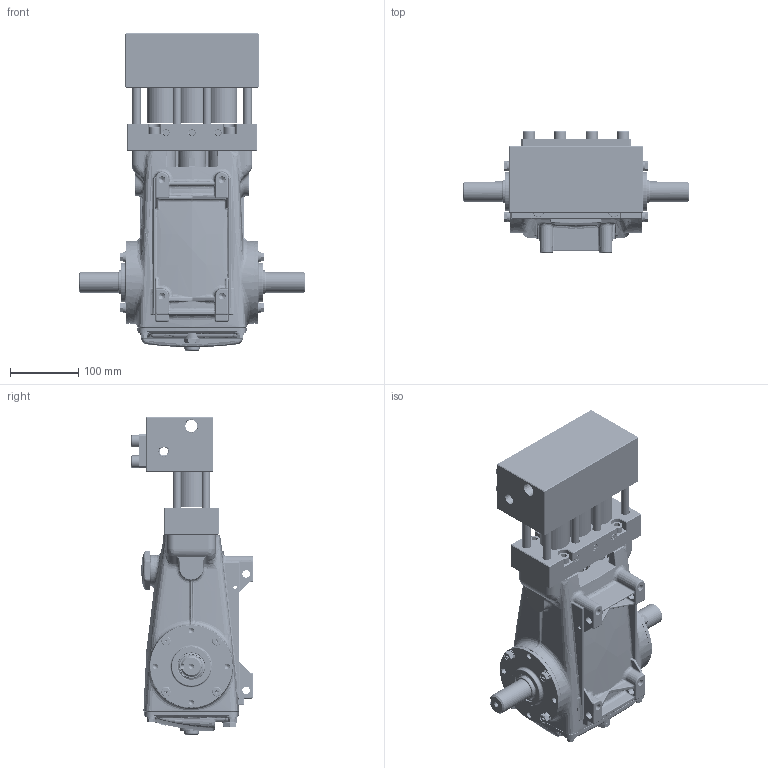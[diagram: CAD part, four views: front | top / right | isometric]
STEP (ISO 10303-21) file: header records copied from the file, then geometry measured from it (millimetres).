
FILE_DESCRIPTION (( 'STEP AP203' ), '1' );
FILE_NAME ('1570.STEP', '2022-11-11T17:14:15', ( '' ), ( '' ), 'SwSTEP 2.0', 'SolidWorks 2022', '' );
FILE_SCHEMA (( 'CONFIG_CONTROL_DESIGN' ));
Products named in the file (1): 1570
Bounding box: 330 x 178 x 464 mm (x, y, z)
Volume: 4248500.5 mm3; surface area: 1066220.4 mm2
Topology: 89 solids, 89 shells, 5428 faces, 13144 edges, 7825 vertices
Faces by surface type: plane 1712, cylinder 1299, cone 948, bspline 867, torus 512, sphere 90
Entity records: 234848 total; most frequent: CARTESIAN_POINT 116149, ORIENTED_EDGE 25620, DIRECTION 23634, EDGE_CURVE 12810, AXIS2_PLACEMENT_3D 9539, VERTEX_POINT 7819, EDGE_LOOP 5971, ADVANCED_FACE 5427
